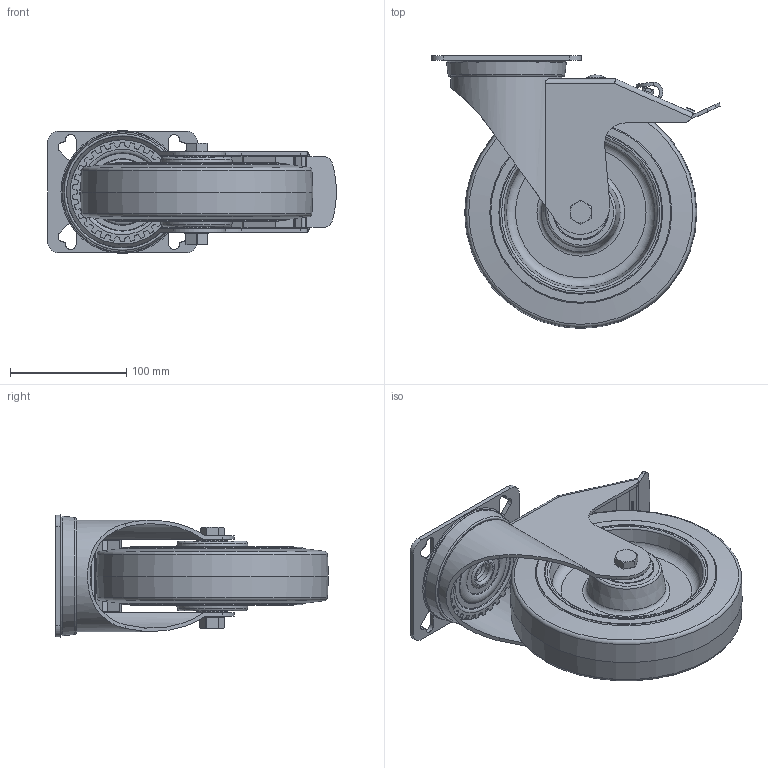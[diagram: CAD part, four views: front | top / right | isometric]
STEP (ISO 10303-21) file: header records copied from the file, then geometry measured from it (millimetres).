
FILE_DESCRIPTION(/* description */ (''),/* implementation_level */ '2;1');
FILE_NAME(/* name */ '1029630.stp',/* time_stamp */ '2024-11-21T11:27:30+01:00',/* author */ ('Bo'),/* organization */ (''),/* preprocessor_version */ 'ST-DEVELOPER v20',/* originating_system */ 'Autodesk Inventor 2025',/* authorisation */ ' ');
FILE_SCHEMA (('AUTOMOTIVE_DESIGN { 1 0 10303 214 3 1 1 }'));
Length unit declared in the file: inch
Products named in the file (8): 1029630; 1029630-1; 1029630-2; 1029630-3; 1029630-4; 1029630-5; 1029630-6; 1029630-7
Assembly tree (7 placements, depth 2):
  1029630
    1029630-1
    1029630-2
    1029630-3
    1029630-4
    1029630-5
    1029630-6
    1029630-7
Bounding box: 248.8 x 235 x 106 mm (x, y, z)
Volume: 1494356.6 mm3; surface area: 244703.2 mm2
Topology: 7 solids, 7 shells, 716 faces, 1953 edges, 1277 vertices
Faces by surface type: cylinder 303, plane 284, cone 55, torus 39, bspline 34, sphere 1
Full cylindrical faces by diameter (mm): 10 x1, 10.2 x1, 12 x1, 12.5 x4, 13 x1, 16 x2, 18 x1, 20 x3, 26.5 x2, 30.4 x2, 32 x1, 36.4 x2, 46.8 x2, 90 x1, 91.54 x1, 96 x1, 155 x2
Entity records: 24033 total; most frequent: CARTESIAN_POINT 5245, DIRECTION 3938, ORIENTED_EDGE 3902, EDGE_CURVE 1951, AXIS2_PLACEMENT_3D 1474, VERTEX_POINT 1277, LINE 990, VECTOR 990
